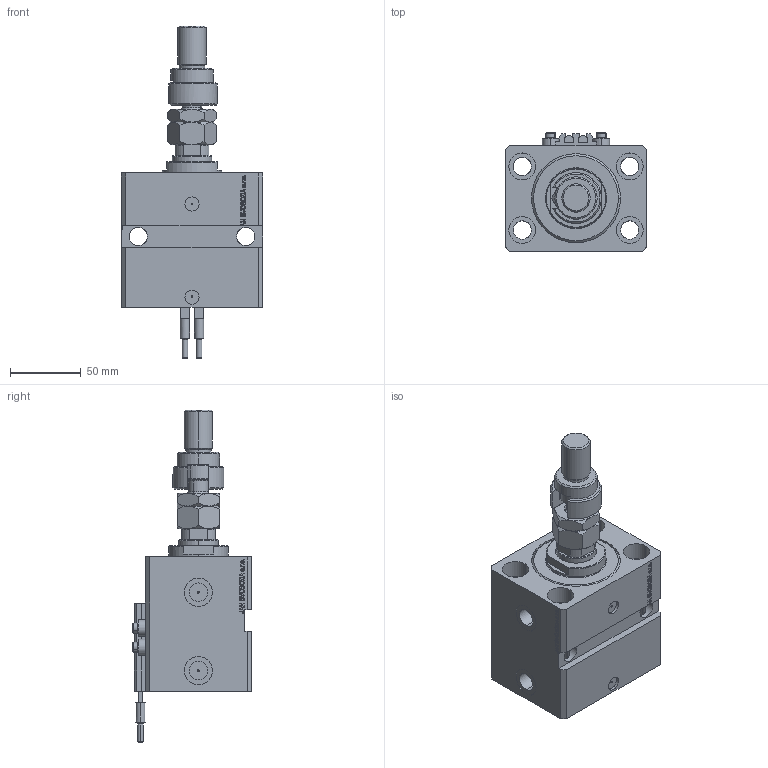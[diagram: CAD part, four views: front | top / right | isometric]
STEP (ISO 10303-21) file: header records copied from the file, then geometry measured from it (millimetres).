
FILE_DESCRIPTION (( 'STEP AP203' ), '1' );
FILE_NAME ('80f6.STEP', '2024-09-30T12:22:48', ( '' ), ( '' ), 'SwSTEP 2.0', 'SolidWorks 2019', '' );
FILE_SCHEMA (( 'CONFIG_CONTROL_DESIGN' ));
Length unit declared in the file: millimetre
Products named in the file (9): SWITCH_V250CE 994c06d8f4c23bf4afabc6142466d2f2; 80f6; MFA 994c06d8f4c23bf4afabc6142466d2f2; DFA 994c06d8f4c23bf4afabc6142466d2f2; V250CE_VC_E 994c06d8f4c23bf4afabc6142466d2f2; V250CE_E_Body 994c06d8f4c23bf4afabc6142466d2f2; FEMALE_PART_FOR_DFA 994c06d8f4c23bf4afabc6142466d2f2; ALLEN BOLT V250CE 994c06d8f4c23bf4afabc6142466d2f2; V250CE_C_VCP 994c06d8f4c23bf4afabc6142466d2f2
Assembly tree (12 placements, depth 3):
  80f6
    V250CE_E_Body 994c06d8f4c23bf4afabc6142466d2f2
    ALLEN BOLT V250CE 994c06d8f4c23bf4afabc6142466d2f2  x4
    V250CE_C_VCP 994c06d8f4c23bf4afabc6142466d2f2
    V250CE_VC_E 994c06d8f4c23bf4afabc6142466d2f2
    DFA 994c06d8f4c23bf4afabc6142466d2f2
      FEMALE_PART_FOR_DFA 994c06d8f4c23bf4afabc6142466d2f2
      MFA 994c06d8f4c23bf4afabc6142466d2f2
    SWITCH_V250CE 994c06d8f4c23bf4afabc6142466d2f2  x2
Bounding box: 100 x 84 x 235 mm (x, y, z)
Volume: 663469.5 mm3; surface area: 137886 mm2
Topology: 12 solids, 12 shells, 1225 faces, 3022 edges, 1939 vertices
Faces by surface type: plane 595, bspline 357, cylinder 151, cone 100, torus 22
Entity records: 51304 total; most frequent: CARTESIAN_POINT 25762, ORIENTED_EDGE 5626, DIRECTION 3885, EDGE_CURVE 2813, VERTEX_POINT 1825, LINE 1677, VECTOR 1677, EDGE_LOOP 1260
